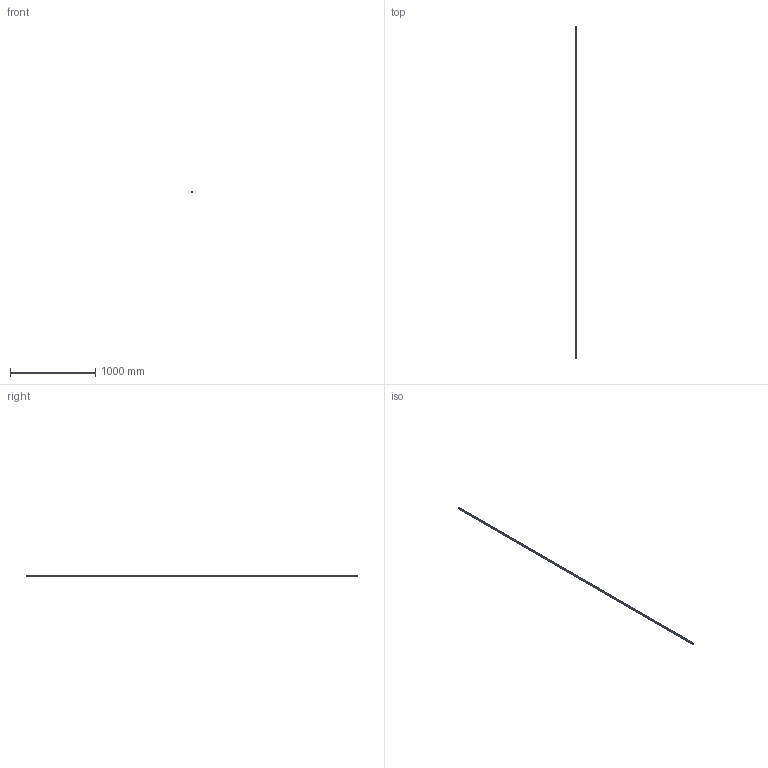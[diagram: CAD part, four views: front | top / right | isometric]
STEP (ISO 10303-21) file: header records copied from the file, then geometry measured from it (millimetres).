
FILE_DESCRIPTION(('STEP AP214'),'1');
FILE_NAME('cctmp_9D3E1611-32D2-49DE-85EE-2B51F0DEB068_2020_5_5_14_32_2_975..stp','2020-05-05T12:32:03',('HIWIN GmbH'),('CADClick - www.CADClick.com'),'Spatial InterOp 3D',' ','unknown authorization');
FILE_SCHEMA(('AUTOMOTIVE_DESIGN'));
Length unit declared in the file: millimetre
Products named in the file (1): HGR15R3890H_FILE
Bounding box: 15 x 3890 x 15 mm (x, y, z)
Volume: 714657.3 mm3; surface area: 258903.9 mm2
Topology: 1 solids, 1 shells, 700 faces, 1497 edges, 998 vertices
Faces by surface type: cylinder 416, plane 284
Entity records: 24937 total; most frequent: DIRECTION 3731, CARTESIAN_POINT 3196, ORIENTED_EDGE 2994, AXIS2_PLACEMENT_3D 1533, EDGE_CURVE 1497, VERTEX_POINT 998, EDGE_LOOP 899, CIRCLE 832
